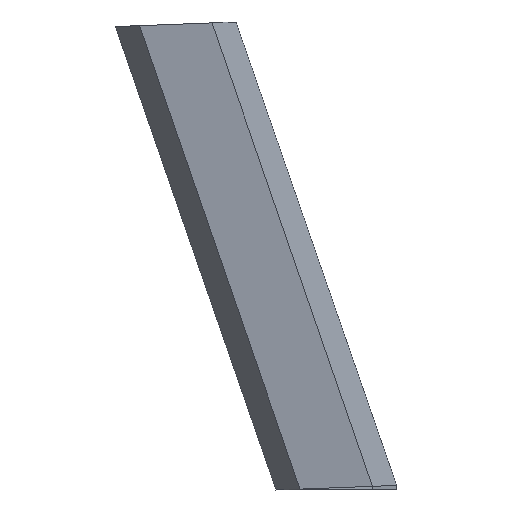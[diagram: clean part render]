
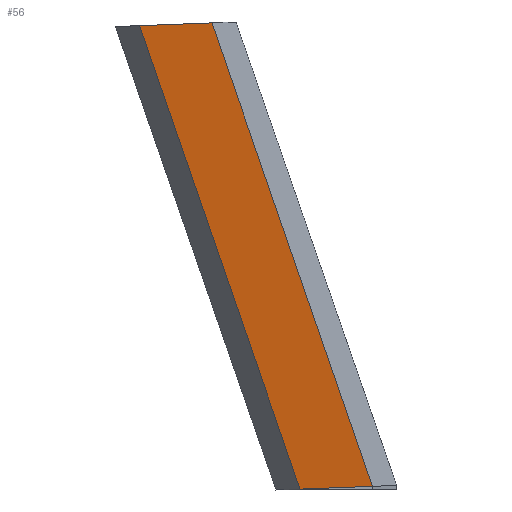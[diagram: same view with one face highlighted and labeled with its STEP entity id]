
A CAD part, front view. The second image highlights one B-rep face of the part: STEP entity #56.
In plain terms, the highlighted planar face has unit normal (0.006, -0.988, -0.152).
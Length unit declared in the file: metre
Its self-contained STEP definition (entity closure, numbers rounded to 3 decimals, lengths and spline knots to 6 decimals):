
#56 = ADVANCED_FACE( '', ( #110 ), #111, .T. );
#110 = FACE_OUTER_BOUND( '', #226, .T. );
#111 = PLANE( '', #227 );
#226 = EDGE_LOOP( '', ( #315, #316, #317, #318 ) );
#227 = AXIS2_PLACEMENT_3D( '', #319, #320, #321 );
#315 = ORIENTED_EDGE( '', *, *, #454, .T. );
#316 = ORIENTED_EDGE( '', *, *, #430, .F. );
#317 = ORIENTED_EDGE( '', *, *, #442, .F. );
#318 = ORIENTED_EDGE( '', *, *, #451, .T. );
#319 = CARTESIAN_POINT( '', ( 0.207322, 0.017986, -0.12423 ) );
#320 = DIRECTION( '', ( 0.006, -0.988, -0.152 ) );
#321 = DIRECTION( '', ( 0.999, 0., 0.038 ) );
#430 = EDGE_CURVE( '', #475, #477, #478, .T. );
#442 = EDGE_CURVE( '', #490, #475, #495, .T. );
#451 = EDGE_CURVE( '', #490, #507, #509, .T. );
#454 = EDGE_CURVE( '', #507, #477, #513, .T. );
#475 = VERTEX_POINT( '', #568 );
#477 = VERTEX_POINT( '', #571 );
#478 = LINE( '', #572, #573 );
#490 = VERTEX_POINT( '', #590 );
#495 = LINE( '', #598, #599 );
#507 = VERTEX_POINT( '', #627 );
#509 = LINE( '', #630, #631 );
#513 = LINE( '', #636, #637 );
#568 = CARTESIAN_POINT( '', ( 0.174733, 0.006, -0.047721 ) );
#571 = CARTESIAN_POINT( '', ( 0.186724, 0.006, -0.047266 ) );
#572 = CARTESIAN_POINT( '', ( 0.180729, 0.006, -0.047494 ) );
#573 = VECTOR( '', #691, 1. );
#590 = CARTESIAN_POINT( '', ( 0.201326, 0.017986, -0.124458 ) );
#598 = CARTESIAN_POINT( '', ( 0.201326, 0.017986, -0.124458 ) );
#599 = VECTOR( '', #700, 1. );
#627 = CARTESIAN_POINT( '', ( 0.213318, 0.017986, -0.124003 ) );
#630 = CARTESIAN_POINT( '', ( 0.207322, 0.017986, -0.12423 ) );
#631 = VECTOR( '', #706, 1. );
#636 = CARTESIAN_POINT( '', ( 0.213318, 0.017986, -0.124003 ) );
#637 = VECTOR( '', #708, 1. );
#691 = DIRECTION( '', ( 0.999, 0., 0.038 ) );
#700 = DIRECTION( '', ( -0.324, -0.146, 0.935 ) );
#706 = DIRECTION( '', ( 0.999, 0., 0.038 ) );
#708 = DIRECTION( '', ( -0.324, -0.146, 0.935 ) );
